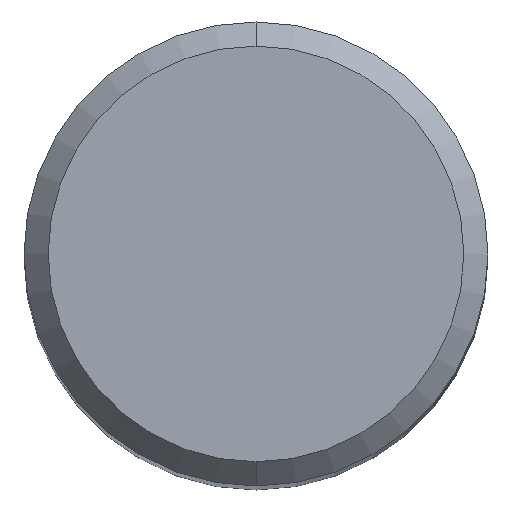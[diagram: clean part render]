
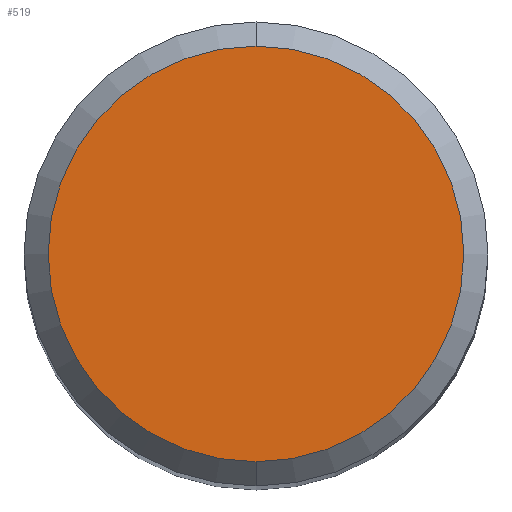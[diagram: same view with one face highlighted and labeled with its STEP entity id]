
A CAD part, top view. The second image highlights one B-rep face of the part: STEP entity #519.
In plain terms, the highlighted planar face has unit normal (0, 0, 1).
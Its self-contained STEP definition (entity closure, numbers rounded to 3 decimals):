
#225=VERTEX_POINT('',#613);
#343=EDGE_CURVE('',#449,#225,#747,.T.);
#449=VERTEX_POINT('',#862);
#519=ADVANCED_FACE('',(#938),#939,.T.);
#547=EDGE_CURVE('',#225,#449,#971,.T.);
#613=CARTESIAN_POINT('',(0.0,4.3,0.0));
#747=CIRCLE('',#1315,4.3);
#862=CARTESIAN_POINT('',(0.,-4.3,0.0));
#938=FACE_OUTER_BOUND('',#1666,.T.);
#939=PLANE('',#1667);
#971=CIRCLE('',#1732,4.3);
#1315=AXIS2_PLACEMENT_3D('',#1973,#1974,#1975);
#1666=EDGE_LOOP('',(#2179,#2180));
#1667=AXIS2_PLACEMENT_3D('',#2181,#2182,#2183);
#1732=AXIS2_PLACEMENT_3D('',#2226,#2227,#2228);
#1973=CARTESIAN_POINT('',(0.0,0.0,0.0));
#1974=DIRECTION('',(0.0,0.0,-1.0));
#1975=DIRECTION('',(0.0,1.0,0.0));
#2179=ORIENTED_EDGE('',*,*,#547,.F.);
#2180=ORIENTED_EDGE('',*,*,#343,.F.);
#2181=CARTESIAN_POINT('',(0.0,2.15,0.0));
#2182=DIRECTION('',(-0.0,0.0,1.0));
#2183=DIRECTION('',(0.0,-1.0,0.0));
#2226=CARTESIAN_POINT('',(0.0,0.0,0.0));
#2227=DIRECTION('',(0.0,0.0,-1.0));
#2228=DIRECTION('',(0.0,1.0,0.0));
